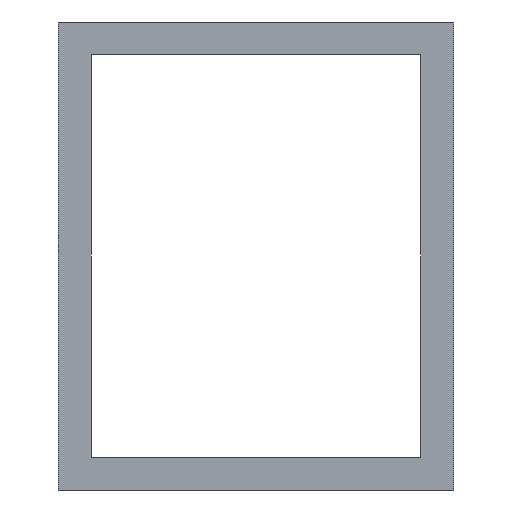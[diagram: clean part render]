
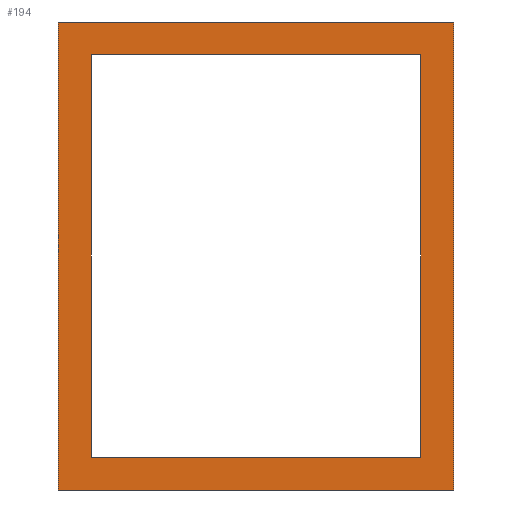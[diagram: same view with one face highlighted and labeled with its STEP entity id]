
A CAD part, front view. The second image highlights one B-rep face of the part: STEP entity #194.
In plain terms, the highlighted planar face has unit normal (0, -1, 0).
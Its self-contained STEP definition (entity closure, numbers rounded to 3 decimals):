
#16=FACE_BOUND('',#38,.T.);
#26=FACE_OUTER_BOUND('',#37,.T.);
#37=EDGE_LOOP('',(#167,#168,#169,#170));
#38=EDGE_LOOP('',(#171,#172,#173,#174));
#39=LINE('',#269,#63);
#43=LINE('',#277,#67);
#46=LINE('',#283,#70);
#49=LINE('',#288,#73);
#51=LINE('',#293,#75);
#55=LINE('',#301,#79);
#58=LINE('',#307,#82);
#61=LINE('',#312,#85);
#63=VECTOR('',#223,10.);
#67=VECTOR('',#229,10.);
#70=VECTOR('',#234,10.);
#73=VECTOR('',#239,10.);
#75=VECTOR('',#243,10.);
#79=VECTOR('',#249,10.);
#82=VECTOR('',#254,10.);
#85=VECTOR('',#259,10.);
#87=VERTEX_POINT('',#267);
#88=VERTEX_POINT('',#268);
#91=VERTEX_POINT('',#276);
#93=VERTEX_POINT('',#282);
#95=VERTEX_POINT('',#291);
#96=VERTEX_POINT('',#292);
#99=VERTEX_POINT('',#300);
#101=VERTEX_POINT('',#306);
#103=EDGE_CURVE('',#87,#88,#39,.T.);
#107=EDGE_CURVE('',#91,#87,#43,.T.);
#110=EDGE_CURVE('',#93,#91,#46,.T.);
#113=EDGE_CURVE('',#88,#93,#49,.T.);
#115=EDGE_CURVE('',#95,#96,#51,.T.);
#119=EDGE_CURVE('',#99,#95,#55,.T.);
#122=EDGE_CURVE('',#101,#99,#58,.T.);
#125=EDGE_CURVE('',#96,#101,#61,.T.);
#167=ORIENTED_EDGE('',*,*,#125,.F.);
#168=ORIENTED_EDGE('',*,*,#115,.F.);
#169=ORIENTED_EDGE('',*,*,#119,.F.);
#170=ORIENTED_EDGE('',*,*,#122,.F.);
#171=ORIENTED_EDGE('',*,*,#113,.F.);
#172=ORIENTED_EDGE('',*,*,#103,.F.);
#173=ORIENTED_EDGE('',*,*,#107,.F.);
#174=ORIENTED_EDGE('',*,*,#110,.F.);
#184=PLANE('',#218);
#194=ADVANCED_FACE('',(#26,#16),#184,.F.);
#218=AXIS2_PLACEMENT_3D('',#315,#263,#264);
#223=DIRECTION('',(0.,0.,1.));
#229=DIRECTION('',(1.,0.,0.));
#234=DIRECTION('',(0.,0.,-1.));
#239=DIRECTION('',(-1.,0.,0.));
#243=DIRECTION('',(0.,0.,1.));
#249=DIRECTION('',(-1.,0.,0.));
#254=DIRECTION('',(0.,0.,-1.));
#259=DIRECTION('',(1.,0.,0.));
#263=DIRECTION('center_axis',(0.,1.,0.));
#264=DIRECTION('ref_axis',(1.,0.,0.));
#267=CARTESIAN_POINT('',(54.498,0.,0.));
#268=CARTESIAN_POINT('',(54.498,0.,61.));
#269=CARTESIAN_POINT('',(54.498,0.,61.));
#276=CARTESIAN_POINT('',(4.498,0.,0.));
#277=CARTESIAN_POINT('',(4.498,0.,0.));
#282=CARTESIAN_POINT('',(4.498,0.,61.));
#283=CARTESIAN_POINT('',(4.498,0.,61.));
#288=CARTESIAN_POINT('',(4.498,0.,61.));
#291=CARTESIAN_POINT('',(-0.502,0.,-5.));
#292=CARTESIAN_POINT('',(-0.502,0.,66.));
#293=CARTESIAN_POINT('',(-0.502,0.,-5.));
#300=CARTESIAN_POINT('',(59.498,0.,-5.));
#301=CARTESIAN_POINT('',(59.498,0.,-5.));
#306=CARTESIAN_POINT('',(59.498,0.,66.));
#307=CARTESIAN_POINT('',(59.498,0.,66.));
#312=CARTESIAN_POINT('',(-0.502,0.,66.));
#315=CARTESIAN_POINT('Origin',(29.498,0.,30.5));
